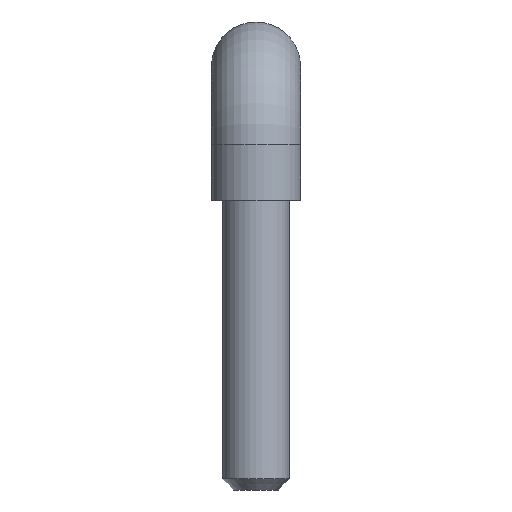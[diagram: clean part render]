
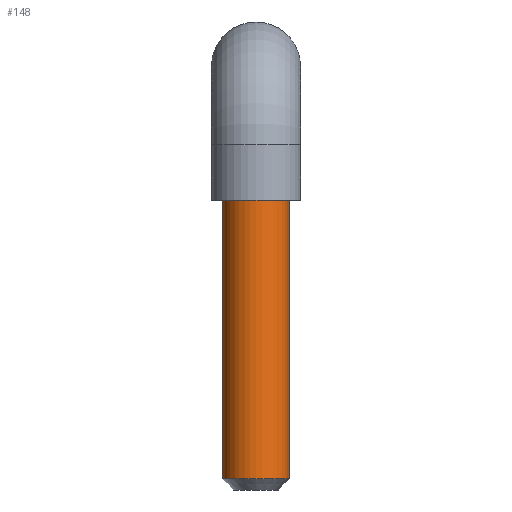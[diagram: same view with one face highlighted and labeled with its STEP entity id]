
A CAD part, left-side view. The second image highlights one B-rep face of the part: STEP entity #148.
In plain terms, the highlighted cylindrical face has radius 0.3 mm (diameter 0.6 mm), a full revolution.
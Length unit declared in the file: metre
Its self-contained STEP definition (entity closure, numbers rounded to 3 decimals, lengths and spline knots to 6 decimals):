
#40=ORIENTED_EDGE('',*,*,#58,.T.);
#41=ORIENTED_EDGE('',*,*,#57,.F.);
#57=EDGE_CURVE('',#69,#69,#81,.T.);
#58=EDGE_CURVE('',#70,#70,#82,.T.);
#69=VERTEX_POINT('',#305);
#70=VERTEX_POINT('',#308);
#81=CIRCLE('',#207,0.0003);
#82=CIRCLE('',#209,0.0003);
#100=EDGE_LOOP('',(#40));
#101=EDGE_LOOP('',(#41));
#124=FACE_BOUND('',#100,.T.);
#125=FACE_BOUND('',#101,.T.);
#137=CYLINDRICAL_SURFACE('',#208,0.0003);
#148=ADVANCED_FACE('',(#124,#125),#137,.T.);
#207=AXIS2_PLACEMENT_3D('',#304,#255,#256);
#208=AXIS2_PLACEMENT_3D('',#306,#257,#258);
#209=AXIS2_PLACEMENT_3D('',#307,#259,#260);
#255=DIRECTION('',(0.,0.,1.));
#256=DIRECTION('',(1.,0.,0.));
#257=DIRECTION('',(0.,0.,1.));
#258=DIRECTION('',(1.,0.,0.));
#259=DIRECTION('',(0.,0.,1.));
#260=DIRECTION('',(1.,0.,0.));
#304=CARTESIAN_POINT('',(0.,0.01,0.));
#305=CARTESIAN_POINT('',(0.0003,0.01,0.));
#306=CARTESIAN_POINT('',(0.,0.01,-0.002602));
#307=CARTESIAN_POINT('',(0.,0.01,-0.0025));
#308=CARTESIAN_POINT('',(0.0003,0.01,-0.0025));
